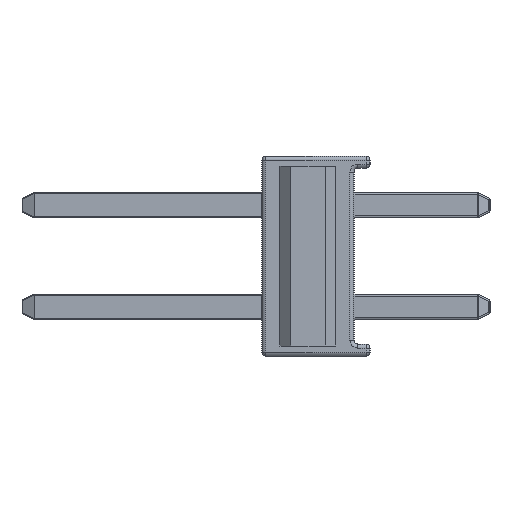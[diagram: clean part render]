
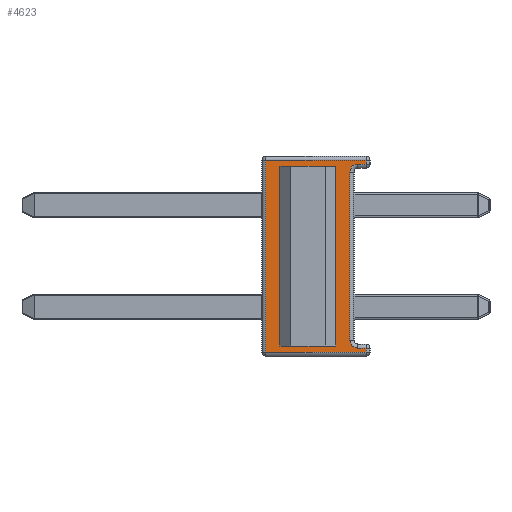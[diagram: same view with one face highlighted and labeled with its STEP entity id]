
A CAD part, left-side view. The second image highlights one B-rep face of the part: STEP entity #4623.
In plain terms, the highlighted planar face has unit normal (-1, 0, 0).
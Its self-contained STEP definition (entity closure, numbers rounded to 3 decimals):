
#22 = VERTEX_POINT ( 'NONE', #1353 ) ;
#68 = CARTESIAN_POINT ( 'NONE',  ( -1., -2.6, 2.3 ) ) ;
#73 = CARTESIAN_POINT ( 'NONE',  ( -1., -2.2, 2.2 ) ) ;
#150 = CARTESIAN_POINT ( 'NONE',  ( -1., -2.3, -2.3 ) ) ;
#307 = VERTEX_POINT ( 'NONE', #68 ) ;
#343 = CIRCLE ( 'NONE', #571, 0.2 ) ;
#350 = AXIS2_PLACEMENT_3D ( 'NONE', #4047, #1314, #4487 ) ;
#401 = ORIENTED_EDGE ( 'NONE', *, *, #5167, .T. ) ;
#541 = CARTESIAN_POINT ( 'NONE',  ( -1., -2.6, -2.3 ) ) ;
#571 = AXIS2_PLACEMENT_3D ( 'NONE', #2702, #5895, #3171 ) ;
#585 = LINE ( 'NONE', #1439, #4071 ) ;
#730 = EDGE_CURVE ( 'NONE', #5656, #3408, #3615, .T. ) ;
#734 = VERTEX_POINT ( 'NONE', #541 ) ;
#837 = DIRECTION ( 'NONE',  ( 0., 0., 1. ) ) ;
#852 = VECTOR ( 'NONE', #4136, 1000. ) ;
#954 = CARTESIAN_POINT ( 'NONE',  ( -1., -2.3, -2.5 ) ) ;
#983 = CARTESIAN_POINT ( 'NONE',  ( -1., -2.2, 2.1 ) ) ;
#999 = VERTEX_POINT ( 'NONE', #2179 ) ;
#1071 = FACE_OUTER_BOUND ( 'NONE', #2728, .T. ) ;
#1092 = EDGE_CURVE ( 'NONE', #4190, #307, #3494, .T. ) ;
#1192 = LINE ( 'NONE', #5442, #5888 ) ;
#1300 = VERTEX_POINT ( 'NONE', #5280 ) ;
#1314 = DIRECTION ( 'NONE',  ( -1., 0., 0. ) ) ;
#1353 = CARTESIAN_POINT ( 'NONE',  ( -1., -2.6, 2.4 ) ) ;
#1410 = VECTOR ( 'NONE', #837, 1000. ) ;
#1433 = VERTEX_POINT ( 'NONE', #3565 ) ;
#1439 = CARTESIAN_POINT ( 'NONE',  ( -1., -0.1, -2.5 ) ) ;
#1851 = PLANE ( 'NONE',  #5130 ) ;
#1915 = ORIENTED_EDGE ( 'NONE', *, *, #1954, .F. ) ;
#1954 = EDGE_CURVE ( 'NONE', #4190, #3408, #343, .T. ) ;
#1998 = ORIENTED_EDGE ( 'NONE', *, *, #3031, .T. ) ;
#2051 = CARTESIAN_POINT ( 'NONE',  ( -1., -2.2, -2.1 ) ) ;
#2179 = CARTESIAN_POINT ( 'NONE',  ( -1., -0.1, -2.4 ) ) ;
#2267 = VECTOR ( 'NONE', #3640, 1000. ) ;
#2309 = DIRECTION ( 'NONE',  ( 0., 0., 1. ) ) ;
#2352 = DIRECTION ( 'NONE',  ( 0., 0., -1. ) ) ;
#2397 = VECTOR ( 'NONE', #4786, 1000. ) ;
#2596 = LINE ( 'NONE', #3572, #1410 ) ;
#2679 = EDGE_CURVE ( 'NONE', #5656, #3975, #5817, .T. ) ;
#2682 = LINE ( 'NONE', #4349, #2397 ) ;
#2702 = CARTESIAN_POINT ( 'NONE',  ( -1., -2.4, 2.1 ) ) ;
#2728 = EDGE_LOOP ( 'NONE', ( #4399, #2940, #1915, #3131, #4314, #401, #3522, #3536, #5255, #1998 ) ) ;
#2796 = EDGE_CURVE ( 'NONE', #1433, #734, #2596, .T. ) ;
#2940 = ORIENTED_EDGE ( 'NONE', *, *, #730, .T. ) ;
#3031 = EDGE_CURVE ( 'NONE', #734, #3975, #4676, .T. ) ;
#3131 = ORIENTED_EDGE ( 'NONE', *, *, #1092, .T. ) ;
#3171 = DIRECTION ( 'NONE',  ( 0., 0., 1. ) ) ;
#3172 = CARTESIAN_POINT ( 'NONE',  ( -1., -2.7, 2.3 ) ) ;
#3285 = LINE ( 'NONE', #3673, #852 ) ;
#3408 = VERTEX_POINT ( 'NONE', #983 ) ;
#3455 = VECTOR ( 'NONE', #4253, 1000. ) ;
#3494 = LINE ( 'NONE', #3172, #2267 ) ;
#3522 = ORIENTED_EDGE ( 'NONE', *, *, #4409, .T. ) ;
#3536 = ORIENTED_EDGE ( 'NONE', *, *, #4232, .T. ) ;
#3565 = CARTESIAN_POINT ( 'NONE',  ( -1., -2.6, -2.4 ) ) ;
#3572 = CARTESIAN_POINT ( 'NONE',  ( -1., -2.6, -2.5 ) ) ;
#3615 = LINE ( 'NONE', #73, #5881 ) ;
#3640 = DIRECTION ( 'NONE',  ( 0., -1., 0. ) ) ;
#3673 = CARTESIAN_POINT ( 'NONE',  ( -1., -2.3, -2.4 ) ) ;
#3731 = DIRECTION ( 'NONE',  ( 0., 0., 1. ) ) ;
#3975 = VERTEX_POINT ( 'NONE', #4489 ) ;
#4047 = CARTESIAN_POINT ( 'NONE',  ( -1., -2.4, -2.1 ) ) ;
#4071 = VECTOR ( 'NONE', #2352, 1000. ) ;
#4136 = DIRECTION ( 'NONE',  ( 0., -1., 0. ) ) ;
#4190 = VERTEX_POINT ( 'NONE', #4848 ) ;
#4232 = EDGE_CURVE ( 'NONE', #999, #1433, #3285, .T. ) ;
#4253 = DIRECTION ( 'NONE',  ( 0., 1., 0. ) ) ;
#4314 = ORIENTED_EDGE ( 'NONE', *, *, #4939, .T. ) ;
#4349 = CARTESIAN_POINT ( 'NONE',  ( -1., -2.6, -2.5 ) ) ;
#4399 = ORIENTED_EDGE ( 'NONE', *, *, #2679, .F. ) ;
#4409 = EDGE_CURVE ( 'NONE', #1300, #999, #585, .T. ) ;
#4487 = DIRECTION ( 'NONE',  ( 0., 0., 1. ) ) ;
#4489 = CARTESIAN_POINT ( 'NONE',  ( -1., -2.4, -2.3 ) ) ;
#4623 = ADVANCED_FACE ( 'NONE', ( #1071 ), #1851, .T. ) ;
#4676 = LINE ( 'NONE', #150, #3455 ) ;
#4786 = DIRECTION ( 'NONE',  ( 0., 0., 1. ) ) ;
#4848 = CARTESIAN_POINT ( 'NONE',  ( -1., -2.4, 2.3 ) ) ;
#4939 = EDGE_CURVE ( 'NONE', #307, #22, #2682, .T. ) ;
#5054 = DIRECTION ( 'NONE',  ( -1., 0., 0. ) ) ;
#5130 = AXIS2_PLACEMENT_3D ( 'NONE', #954, #5054, #2309 ) ;
#5167 = EDGE_CURVE ( 'NONE', #22, #1300, #1192, .T. ) ;
#5255 = ORIENTED_EDGE ( 'NONE', *, *, #2796, .T. ) ;
#5280 = CARTESIAN_POINT ( 'NONE',  ( -1., -0.1, 2.4 ) ) ;
#5442 = CARTESIAN_POINT ( 'NONE',  ( -1., -2.3, 2.4 ) ) ;
#5461 = DIRECTION ( 'NONE',  ( 0., 1., 0. ) ) ;
#5656 = VERTEX_POINT ( 'NONE', #2051 ) ;
#5817 = CIRCLE ( 'NONE', #350, 0.2 ) ;
#5881 = VECTOR ( 'NONE', #3731, 1000. ) ;
#5888 = VECTOR ( 'NONE', #5461, 1000. ) ;
#5895 = DIRECTION ( 'NONE',  ( -1., 0., 0. ) ) ;
